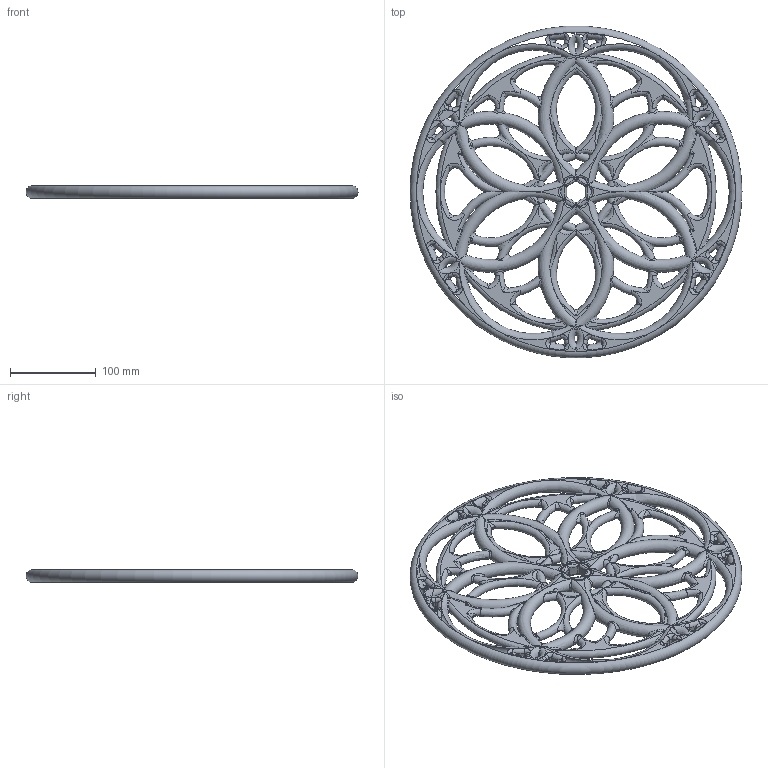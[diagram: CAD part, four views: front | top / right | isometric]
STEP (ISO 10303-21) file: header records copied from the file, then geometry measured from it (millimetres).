
FILE_DESCRIPTION(('FreeCAD Model'),'2;1');
FILE_NAME('Open CASCADE Shape Model','2025-05-04T14:28:42',('FreeCAD'),( 'FreeCAD'),'Open CASCADE STEP processor 7.6','FreeCAD','Unknown');
FILE_SCHEMA(('AUTOMOTIVE_DESIGN { 1 0 10303 214 1 1 1 1 }'));
Length unit declared in the file: millimetre
Products named in the file (1): Open CASCADE STEP translator 7.6 1
Bounding box: 388.2 x 387.87 x 15 mm (x, y, z)
Volume: 874178.8 mm3; surface area: 219126.2 mm2
Topology: 1 solids, 1 shells, 1345 faces, 3547 edges, 1826 vertices
Faces by surface type: bspline 718, torus 463, plane 92, cylinder 48, sphere 24
Entity records: 83763 total; most frequent: CARTESIAN_POINT 56831, ORIENTED_EDGE 6526, DIRECTION 4404, EDGE_CURVE 3263, AXIS2_PLACEMENT_3D 2184, VERTEX_POINT 1826, B_SPLINE_CURVE_WITH_KNOTS 1627, CIRCLE 1556
